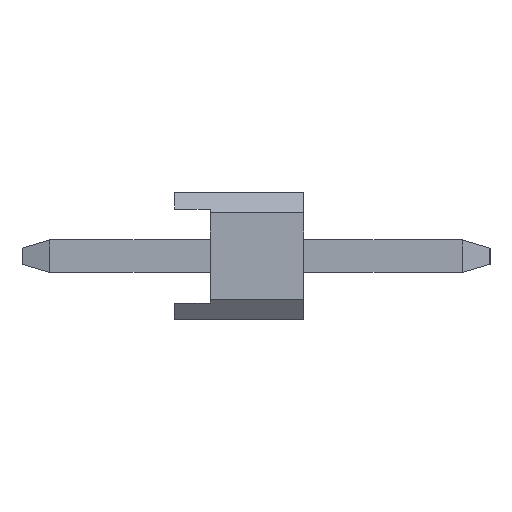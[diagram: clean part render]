
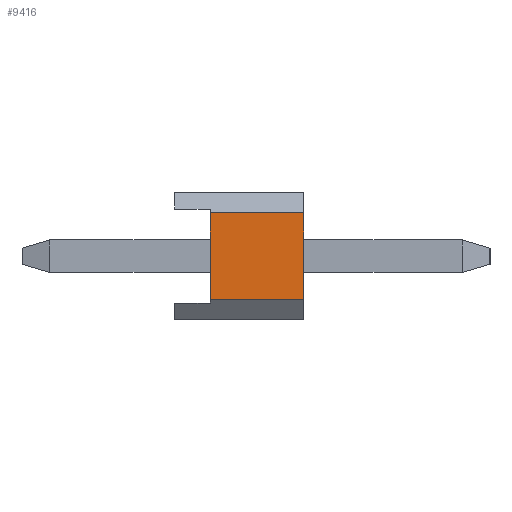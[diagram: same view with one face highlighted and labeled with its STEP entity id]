
A CAD part, left-side view. The second image highlights one B-rep face of the part: STEP entity #9416.
In plain terms, the highlighted planar face has unit normal (-1, 0, 0).
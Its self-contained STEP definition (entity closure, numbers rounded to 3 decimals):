
#5390=VERTEX_POINT('',#15584);
#6898=EDGE_CURVE('',#9612,#5390,#17225,.T.);
#9416=ADVANCED_FACE('',(#19996),#19997,.T.);
#9580=VERTEX_POINT('',#20171);
#9612=VERTEX_POINT('',#20205);
#11468=VERTEX_POINT('',#22273);
#11642=EDGE_CURVE('',#5390,#9580,#22464,.T.);
#13858=EDGE_CURVE('',#9580,#11468,#24948,.T.);
#14038=EDGE_CURVE('',#9612,#11468,#25143,.T.);
#15584=CARTESIAN_POINT('',(-41.81,-0.7,-0.851));
#17225=LINE('',#29363,#29364);
#19996=FACE_OUTER_BOUND('',#33351,.T.);
#19997=PLANE('',#33352);
#20171=CARTESIAN_POINT('',(-41.81,-2.54,-0.851));
#20205=CARTESIAN_POINT('',(-41.81,-0.7,0.851));
#22273=CARTESIAN_POINT('',(-41.81,-2.54,0.851));
#22464=LINE('',#36904,#36905);
#24948=LINE('',#40472,#40473);
#25143=LINE('',#40759,#40760);
#29363=CARTESIAN_POINT('',(-41.81,-0.7,-0.426));
#29364=VECTOR('',#44501,1.0);
#33351=EDGE_LOOP('',(#47193,#47194,#47195,#47196));
#33352=AXIS2_PLACEMENT_3D('',#47197,#47198,#47199);
#36904=CARTESIAN_POINT('',(-41.81,0.,-0.851));
#36905=VECTOR('',#49852,1.0);
#40472=CARTESIAN_POINT('',(-41.81,-2.54,0.851));
#40473=VECTOR('',#52728,1.0);
#40759=CARTESIAN_POINT('',(-41.81,0.,0.851));
#40760=VECTOR('',#52902,1.0);
#44501=DIRECTION('',(0.0,0.,-1.0));
#47193=ORIENTED_EDGE('',*,*,#6898,.T.);
#47194=ORIENTED_EDGE('',*,*,#11642,.T.);
#47195=ORIENTED_EDGE('',*,*,#13858,.T.);
#47196=ORIENTED_EDGE('',*,*,#14038,.F.);
#47197=CARTESIAN_POINT('',(-41.81,0.,-0.851));
#47198=DIRECTION('',(-1.0,0.0,0.0));
#47199=DIRECTION('',(0.0,0.,-1.0));
#49852=DIRECTION('',(0.0,-1.0,0.));
#52728=DIRECTION('',(0.0,0.,1.0));
#52902=DIRECTION('',(0.0,-1.0,0.));
